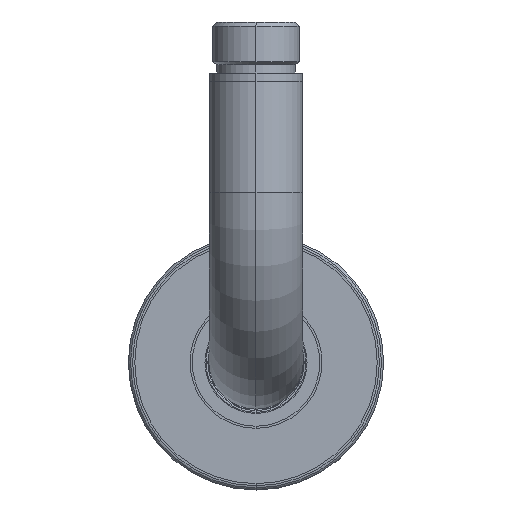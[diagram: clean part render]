
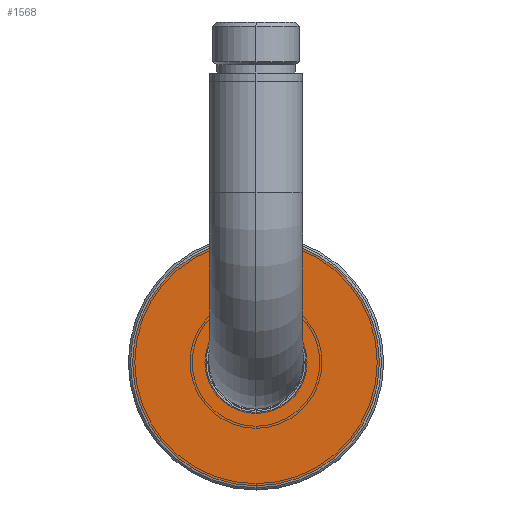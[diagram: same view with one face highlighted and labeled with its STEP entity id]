
A CAD part, left-side view. The second image highlights one B-rep face of the part: STEP entity #1568.
In plain terms, the highlighted face is planar.
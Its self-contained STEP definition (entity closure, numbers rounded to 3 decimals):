
#1288=CARTESIAN_POINT('',(0.,15.,0.));
#1289=DIRECTION('',(0.,1.,0.));
#1290=DIRECTION('',(0.,0.,1.));
#1291=AXIS2_PLACEMENT_3D('',#1288,#1289,#1290);
#1293=CARTESIAN_POINT('',(0.,15.,0.));
#1294=DIRECTION('',(0.,1.,0.));
#1295=DIRECTION('',(0.,0.,-1.));
#1296=AXIS2_PLACEMENT_3D('',#1293,#1294,#1295);
#1298=CARTESIAN_POINT('',(0.,15.,0.));
#1299=DIRECTION('',(0.,-1.,0.));
#1300=DIRECTION('',(0.,0.,-1.));
#1301=AXIS2_PLACEMENT_3D('',#1298,#1299,#1300);
#1313=CARTESIAN_POINT('',(0.,15.,0.));
#1314=DIRECTION('',(0.,1.,0.));
#1315=DIRECTION('',(0.,0.,-1.));
#1316=AXIS2_PLACEMENT_3D('',#1313,#1314,#1315);
#1473=CARTESIAN_POINT('',(0.,15.,-11.75));
#1475=VERTEX_POINT('',#1473);
#1485=CARTESIAN_POINT('',(0.,15.,11.75));
#1487=VERTEX_POINT('',#1485);
#1513=CARTESIAN_POINT('',(0.,15.,29.));
#1514=CARTESIAN_POINT('',(0.,15.,-29.));
#1515=VERTEX_POINT('',#1513);
#1516=VERTEX_POINT('',#1514);
#1552=CARTESIAN_POINT('',(0.,15.,0.));
#1553=DIRECTION('',(0.,-1.,0.));
#1554=DIRECTION('',(0.,0.,1.));
#1555=AXIS2_PLACEMENT_3D('',#1552,#1553,#1554);
#1556=PLANE('',#1555);
#1557=ORIENTED_EDGE('',*,*,#1542,.F.);
#1559=ORIENTED_EDGE('',*,*,#1558,.F.);
#1560=EDGE_LOOP('',(#1557,#1559));
#1561=FACE_OUTER_BOUND('',#1560,.F.);
#1563=ORIENTED_EDGE('',*,*,#1562,.F.);
#1565=ORIENTED_EDGE('',*,*,#1564,.T.);
#1566=EDGE_LOOP('',(#1563,#1565));
#1567=FACE_BOUND('',#1566,.F.);
#1292=CIRCLE('',#1291,29.);
#1297=CIRCLE('',#1296,29.);
#1302=CIRCLE('',#1301,11.75);
#1317=CIRCLE('',#1316,11.75);
#1542=EDGE_CURVE('',#1515,#1516,#1292,.T.);
#1558=EDGE_CURVE('',#1516,#1515,#1297,.T.);
#1562=EDGE_CURVE('',#1475,#1487,#1302,.T.);
#1564=EDGE_CURVE('',#1475,#1487,#1317,.T.);
#1568=ADVANCED_FACE('',(#1561,#1567),#1556,.F.);
